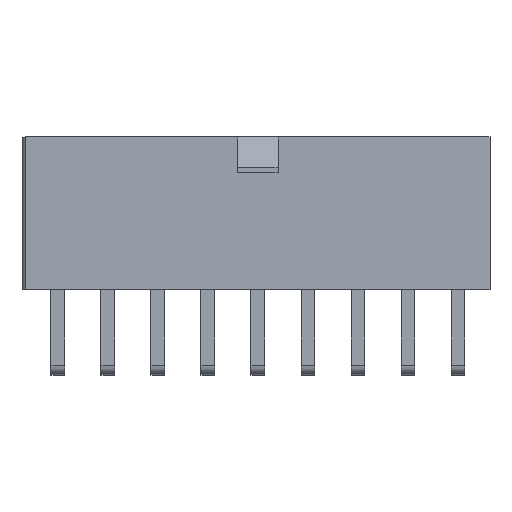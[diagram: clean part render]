
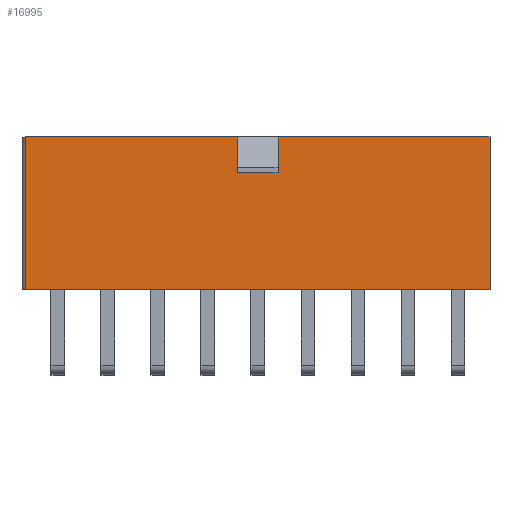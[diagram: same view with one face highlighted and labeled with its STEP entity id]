
A CAD part, top view. The second image highlights one B-rep face of the part: STEP entity #16995.
In plain terms, the highlighted planar face has unit normal (0, 0, 1).
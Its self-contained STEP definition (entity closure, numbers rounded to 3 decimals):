
#1277=ORIENTED_EDGE('',*,*,#4396,.F.);
#1278=ORIENTED_EDGE('',*,*,#4397,.F.);
#1279=ORIENTED_EDGE('',*,*,#4400,.F.);
#1280=ORIENTED_EDGE('',*,*,#4448,.F.);
#1281=ORIENTED_EDGE('',*,*,#4447,.T.);
#1282=ORIENTED_EDGE('',*,*,#4449,.T.);
#1283=ORIENTED_EDGE('',*,*,#4442,.F.);
#1284=ORIENTED_EDGE('',*,*,#4450,.F.);
#4396=EDGE_CURVE('',#5893,#5892,#7163,.T.);
#4397=EDGE_CURVE('',#5894,#5893,#7164,.T.);
#4400=EDGE_CURVE('',#5895,#5894,#7167,.T.);
#4442=EDGE_CURVE('',#5923,#5924,#7209,.T.);
#4447=EDGE_CURVE('',#5925,#5926,#7214,.T.);
#4448=EDGE_CURVE('',#5925,#5895,#7215,.T.);
#4449=EDGE_CURVE('',#5926,#5924,#7216,.T.);
#4450=EDGE_CURVE('',#5892,#5923,#7217,.T.);
#5892=VERTEX_POINT('',#22975);
#5893=VERTEX_POINT('',#22977);
#5894=VERTEX_POINT('',#22981);
#5895=VERTEX_POINT('',#22985);
#5923=VERTEX_POINT('',#23068);
#5924=VERTEX_POINT('',#23070);
#5925=VERTEX_POINT('',#23075);
#5926=VERTEX_POINT('',#23077);
#7163=LINE('',#22978,#8802);
#7164=LINE('',#22980,#8803);
#7167=LINE('',#22986,#8806);
#7209=LINE('',#23069,#8848);
#7214=LINE('',#23078,#8853);
#7215=LINE('',#23080,#8854);
#7216=LINE('',#23081,#8855);
#7217=LINE('',#23082,#8856);
#8802=VECTOR('',#19390,1000.);
#8803=VECTOR('',#19393,1000.);
#8806=VECTOR('',#19398,1000.);
#8848=VECTOR('',#19466,1000.);
#8853=VECTOR('',#19473,1000.);
#8854=VECTOR('',#19476,1000.);
#8855=VECTOR('',#19477,1000.);
#8856=VECTOR('',#19478,1000.);
#9945=EDGE_LOOP('',(#1277,#1278,#1279,#1280,#1281,#1282,#1283,#1284));
#10738=FACE_BOUND('',#9945,.T.);
#11501=PLANE('',#17696);
#16995=ADVANCED_FACE('',(#10738),#11501,.T.);
#17696=AXIS2_PLACEMENT_3D('',#23079,#19474,#19475);
#19390=DIRECTION('',(0.,-1.,0.));
#19393=DIRECTION('',(-1.,0.,0.));
#19398=DIRECTION('',(0.,1.,0.));
#19466=DIRECTION('',(0.,1.,0.));
#19473=DIRECTION('',(0.,1.,0.));
#19474=DIRECTION('',(0.,0.,1.));
#19475=DIRECTION('',(1.,0.,0.));
#19476=DIRECTION('',(-1.,0.,0.));
#19477=DIRECTION('',(-1.,0.,0.));
#19478=DIRECTION('',(-1.,0.,0.));
#22975=CARTESIAN_POINT('',(-1.7,-6.4,4.8));
#22977=CARTESIAN_POINT('',(-1.7,-3.4,4.8));
#22978=CARTESIAN_POINT('',(-1.7,-3.4,4.8));
#22980=CARTESIAN_POINT('',(1.7,-3.4,4.8));
#22981=CARTESIAN_POINT('',(1.7,-3.4,4.8));
#22985=CARTESIAN_POINT('',(1.7,-6.4,4.8));
#22986=CARTESIAN_POINT('',(1.7,-6.4,4.8));
#23068=CARTESIAN_POINT('',(-19.5,-6.4,4.8));
#23069=CARTESIAN_POINT('',(-19.5,-6.4,4.8));
#23070=CARTESIAN_POINT('',(-19.5,6.4,4.8));
#23075=CARTESIAN_POINT('',(19.5,-6.4,4.8));
#23077=CARTESIAN_POINT('',(19.5,6.4,4.8));
#23078=CARTESIAN_POINT('',(19.5,-6.4,4.8));
#23079=CARTESIAN_POINT('',(19.5,-6.4,4.8));
#23080=CARTESIAN_POINT('',(19.5,-6.4,4.8));
#23081=CARTESIAN_POINT('',(19.5,6.4,4.8));
#23082=CARTESIAN_POINT('',(19.5,-6.4,4.8));
